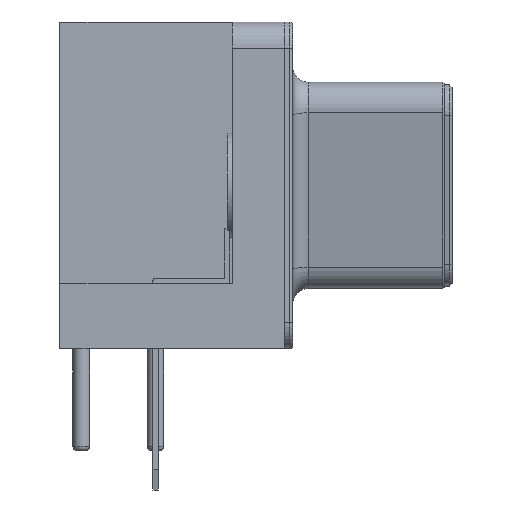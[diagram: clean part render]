
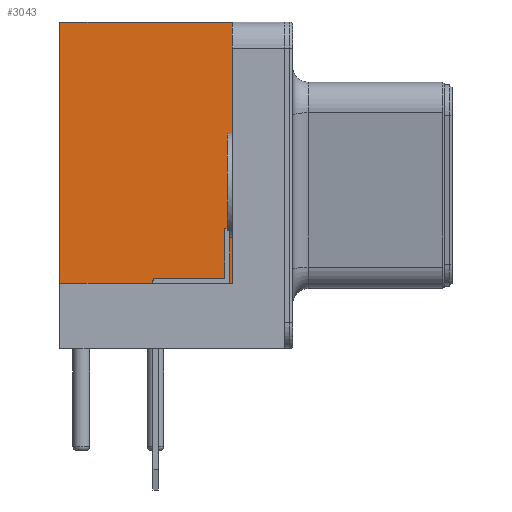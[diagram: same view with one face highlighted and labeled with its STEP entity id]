
A CAD part, left-side view. The second image highlights one B-rep face of the part: STEP entity #3043.
In plain terms, the highlighted planar face has unit normal (-1, 0, 0).
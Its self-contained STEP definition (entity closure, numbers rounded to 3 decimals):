
#37=DIRECTION('',(1.,0.,0.));
#74=DIRECTION('',(0.,1.,0.));
#138=DIRECTION('',(0.,0.,1.));
#1968=VECTOR('',#138,1.);
#2517=VECTOR('',#74,1.);
#2531=VERTEX_POINT('',#2532);
#2532=CARTESIAN_POINT('',(-23.795,0.82,12.5));
#2535=ORIENTED_EDGE('',*,*,#2536,.F.);
#2536=EDGE_CURVE('',#2537,#2531,#2539,.T.);
#2537=VERTEX_POINT('',#2538);
#2538=CARTESIAN_POINT('',(-23.795,-5.78,12.5));
#2539=LINE('',#2540,#2517);
#2540=CARTESIAN_POINT('',(-23.795,-6.78,12.5));
#3035=VERTEX_POINT('',#3036);
#3036=CARTESIAN_POINT('',(-23.795,-5.78,2.5));
#3038=EDGE_CURVE('',#3035,#2537,#3039,.T.);
#3039=LINE('',#3036,#1968);
#3043=ADVANCED_FACE('',(#3044),#3056,.F.);
#3044=FACE_BOUND('',#3045,.F.);
#3045=EDGE_LOOP('',(#3046,#3047,#3052,#2535));
#3046=ORIENTED_EDGE('',*,*,#3038,.F.);
#3047=ORIENTED_EDGE('',*,*,#3048,.T.);
#3048=EDGE_CURVE('',#3035,#3049,#3051,.T.);
#3049=VERTEX_POINT('',#3050);
#3050=CARTESIAN_POINT('',(-23.795,0.82,2.5));
#3051=LINE('',#3036,#2517);
#3052=ORIENTED_EDGE('',*,*,#3053,.T.);
#3053=EDGE_CURVE('',#3049,#2531,#3054,.T.);
#3054=LINE('',#3055,#1968);
#3055=CARTESIAN_POINT('',(-23.795,0.82,4.375));
#3056=PLANE('',#3057);
#3057=AXIS2_PLACEMENT_3D('',#3036,#37,#138);
